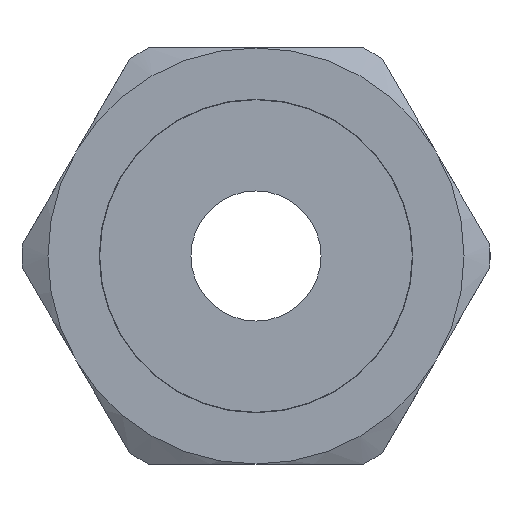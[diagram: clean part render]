
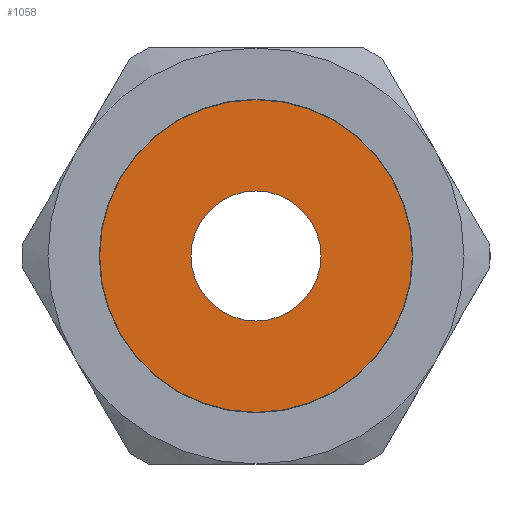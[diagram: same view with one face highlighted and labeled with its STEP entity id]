
A CAD part, left-side view. The second image highlights one B-rep face of the part: STEP entity #1058.
In plain terms, the highlighted planar face has unit normal (-1, 0, 0).
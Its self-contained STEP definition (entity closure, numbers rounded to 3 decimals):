
#80=FACE_BOUND('',#203,.T.);
#89=PLANE('',#1181);
#133=FACE_OUTER_BOUND('',#202,.T.);
#202=EDGE_LOOP('',(#716));
#203=EDGE_LOOP('',(#717,#718));
#353=CIRCLE('',#1180,12.02);
#354=CIRCLE('',#1182,5.);
#355=CIRCLE('',#1183,5.);
#435=VERTEX_POINT('',#1694);
#436=VERTEX_POINT('',#1698);
#437=VERTEX_POINT('',#1699);
#544=EDGE_CURVE('',#435,#435,#353,.T.);
#545=EDGE_CURVE('',#436,#437,#354,.T.);
#546=EDGE_CURVE('',#437,#436,#355,.T.);
#716=ORIENTED_EDGE('',*,*,#544,.F.);
#717=ORIENTED_EDGE('',*,*,#545,.T.);
#718=ORIENTED_EDGE('',*,*,#546,.T.);
#1058=ADVANCED_FACE('',(#133,#80),#89,.T.);
#1180=AXIS2_PLACEMENT_3D('',#1696,#1354,#1355);
#1181=AXIS2_PLACEMENT_3D('',#1697,#1356,#1357);
#1182=AXIS2_PLACEMENT_3D('',#1700,#1358,#1359);
#1183=AXIS2_PLACEMENT_3D('',#1701,#1360,#1361);
#1354=DIRECTION('center_axis',(1.,0.,0.));
#1355=DIRECTION('ref_axis',(0.,-1.,0.));
#1356=DIRECTION('center_axis',(-1.,0.,0.));
#1357=DIRECTION('ref_axis',(0.,0.,1.));
#1358=DIRECTION('center_axis',(1.,0.,0.));
#1359=DIRECTION('ref_axis',(0.,0.,-1.));
#1360=DIRECTION('center_axis',(1.,0.,0.));
#1361=DIRECTION('ref_axis',(0.,0.,-1.));
#1694=CARTESIAN_POINT('',(-37.,12.02,0.));
#1696=CARTESIAN_POINT('Origin',(-37.,0.,0.));
#1697=CARTESIAN_POINT('Origin',(-37.,13.22,0.));
#1698=CARTESIAN_POINT('',(-37.,5.,0.));
#1699=CARTESIAN_POINT('',(-37.,-5.,0.));
#1700=CARTESIAN_POINT('Origin',(-37.,0.,0.));
#1701=CARTESIAN_POINT('Origin',(-37.,0.,0.));
